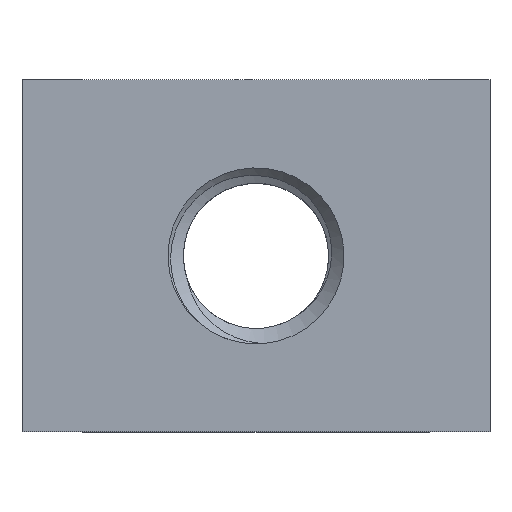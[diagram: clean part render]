
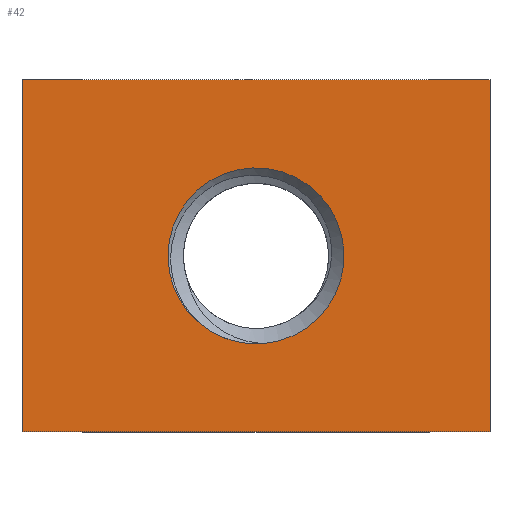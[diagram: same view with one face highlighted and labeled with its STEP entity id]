
A CAD part, top view. The second image highlights one B-rep face of the part: STEP entity #42.
In plain terms, the highlighted planar face has unit normal (0, 0, 1).
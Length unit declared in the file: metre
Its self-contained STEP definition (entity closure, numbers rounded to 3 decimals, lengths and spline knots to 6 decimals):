
#42 = ADVANCED_FACE( 'NONE', ( #92, #93 ), #94, .T. );
#92 = FACE_OUTER_BOUND( '', #149, .T. );
#93 = FACE_BOUND( '', #150, .T. );
#94 = PLANE( '', #151 );
#149 = EDGE_LOOP( '', ( #465, #466, #467, #468 ) );
#150 = EDGE_LOOP( '', ( #469, #470 ) );
#151 = AXIS2_PLACEMENT_3D( '', #471, #472, #473 );
#465 = ORIENTED_EDGE( '', *, *, #660, .F. );
#466 = ORIENTED_EDGE( '', *, *, #661, .F. );
#467 = ORIENTED_EDGE( '', *, *, #662, .T. );
#468 = ORIENTED_EDGE( '', *, *, #663, .T. );
#469 = ORIENTED_EDGE( '', *, *, #664, .T. );
#470 = ORIENTED_EDGE( '', *, *, #665, .T. );
#471 = CARTESIAN_POINT( '', ( 0., 0.0295, -0.00875 ) );
#472 = DIRECTION( '', ( 0., 0., 1. ) );
#473 = DIRECTION( '', ( 1., 0., 0. ) );
#660 = EDGE_CURVE( 'NONE', #750, #751, #752, .T. );
#661 = EDGE_CURVE( 'NONE', #753, #750, #754, .T. );
#662 = EDGE_CURVE( 'NONE', #753, #755, #756, .T. );
#663 = EDGE_CURVE( 'NONE', #755, #751, #757, .T. );
#664 = EDGE_CURVE( 'NONE', #758, #759, #760, .T. );
#665 = EDGE_CURVE( 'NONE', #759, #758, #761, .T. );
#750 = VERTEX_POINT( 'NONE', #896 );
#751 = VERTEX_POINT( 'NONE', #897 );
#752 = LINE( '', #898, #899 );
#753 = VERTEX_POINT( 'NONE', #900 );
#754 = LINE( '', #901, #902 );
#755 = VERTEX_POINT( 'NONE', #903 );
#756 = LINE( '', #904, #905 );
#757 = LINE( '', #906, #907 );
#758 = VERTEX_POINT( 'NONE', #908 );
#759 = VERTEX_POINT( 'NONE', #909 );
#760 = CIRCLE( '', #910, 0.002 );
#761 = CIRCLE( '', #911, 0.002 );
#896 = CARTESIAN_POINT( '', ( 0.005318, 0.0215, -0.00875 ) );
#897 = CARTESIAN_POINT( '', ( -0.005318, 0.0215, -0.00875 ) );
#898 = CARTESIAN_POINT( '', ( 0., 0.0215, -0.00875 ) );
#899 = VECTOR( '', #1627, 1. );
#900 = CARTESIAN_POINT( '', ( 0.005318, 0.0295, -0.00875 ) );
#901 = CARTESIAN_POINT( '', ( 0.005318, 0.0295, -0.00875 ) );
#902 = VECTOR( '', #1628, 1. );
#903 = CARTESIAN_POINT( '', ( -0.005318, 0.0295, -0.00875 ) );
#904 = CARTESIAN_POINT( '', ( 0., 0.0295, -0.00875 ) );
#905 = VECTOR( '', #1629, 1. );
#906 = CARTESIAN_POINT( '', ( -0.005318, 0.0295, -0.00875 ) );
#907 = VECTOR( '', #1630, 1. );
#908 = CARTESIAN_POINT( '', ( 0.000182, 0.023508, -0.00875 ) );
#909 = CARTESIAN_POINT( '', ( -0.001295, 0.023976, -0.00875 ) );
#910 = AXIS2_PLACEMENT_3D( '', #1631, #1632, #1633 );
#911 = AXIS2_PLACEMENT_3D( '', #1634, #1635, #1636 );
#1627 = DIRECTION( '', ( -1., 0., 0. ) );
#1628 = DIRECTION( '', ( 0., -1., 0. ) );
#1629 = DIRECTION( '', ( -1., 0., 0. ) );
#1630 = DIRECTION( '', ( 0., -1., 0. ) );
#1631 = CARTESIAN_POINT( '', ( 0., 0.0255, -0.00875 ) );
#1632 = DIRECTION( '', ( 0., 0., -1. ) );
#1633 = DIRECTION( '', ( 1., 0., 0. ) );
#1634 = CARTESIAN_POINT( '', ( 0., 0.0255, -0.00875 ) );
#1635 = DIRECTION( '', ( 0., 0., -1. ) );
#1636 = DIRECTION( '', ( 1., 0., 0. ) );
